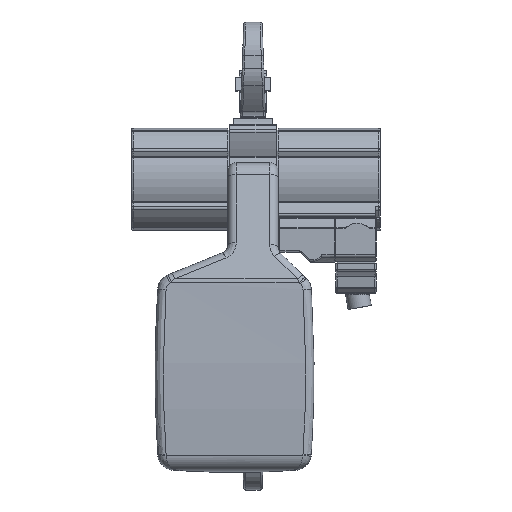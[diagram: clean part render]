
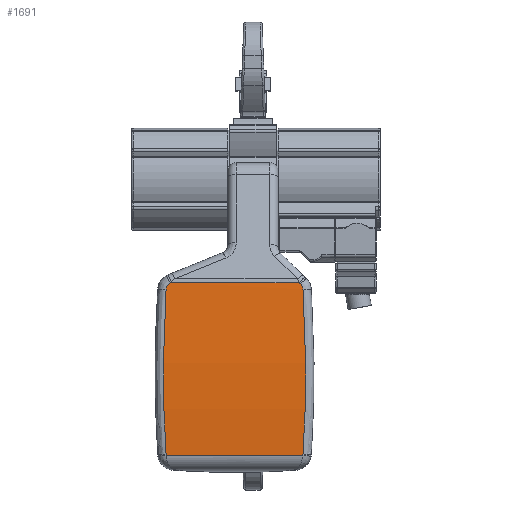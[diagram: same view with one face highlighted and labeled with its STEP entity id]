
A CAD part, front view. The second image highlights one B-rep face of the part: STEP entity #1691.
In plain terms, the highlighted cylindrical face has radius 1500 mm (diameter 3000 mm), a partial arc.
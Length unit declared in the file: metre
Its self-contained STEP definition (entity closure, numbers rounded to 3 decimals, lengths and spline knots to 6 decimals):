
#1691=ADVANCED_FACE('',(#3822),#3823,.T.);
#3822=FACE_OUTER_BOUND('',#8153,.T.);
#3823=CYLINDRICAL_SURFACE('',#8154,1.5);
#8153=EDGE_LOOP('',(#19283,#19284,#19285,#19286,#19287,#19288,#19289,#19290,#19291));
#8154=AXIS2_PLACEMENT_3D('',#19292,#19293,#19294);
#19283=ORIENTED_EDGE('',*,*,#25594,.T.);
#19284=ORIENTED_EDGE('',*,*,#25077,.T.);
#19285=ORIENTED_EDGE('',*,*,#25997,.F.);
#19286=ORIENTED_EDGE('',*,*,#24984,.T.);
#19287=ORIENTED_EDGE('',*,*,#25998,.T.);
#19288=ORIENTED_EDGE('',*,*,#25999,.T.);
#19289=ORIENTED_EDGE('',*,*,#26000,.T.);
#19290=ORIENTED_EDGE('',*,*,#26001,.T.);
#19291=ORIENTED_EDGE('',*,*,#25831,.T.);
#19292=CARTESIAN_POINT('',(1.439,-0.073,-0.23));
#19293=DIRECTION('',(0.,1.,0.));
#19294=DIRECTION('',(0.,0.,1.));
#24984=EDGE_CURVE('',#28171,#28169,#28172,.T.);
#25077=EDGE_CURVE('',#28326,#28331,#28333,.T.);
#25594=EDGE_CURVE('',#29205,#28326,#29209,.T.);
#25831=EDGE_CURVE('',#28049,#29205,#29566,.T.);
#25997=EDGE_CURVE('',#28171,#28331,#29815,.T.);
#25998=EDGE_CURVE('',#28169,#29816,#29817,.F.);
#25999=EDGE_CURVE('',#29816,#29818,#29819,.T.);
#26000=EDGE_CURVE('',#29818,#29820,#29821,.T.);
#26001=EDGE_CURVE('',#29820,#28049,#29822,.T.);
#28049=VERTEX_POINT('',#32502);
#28169=VERTEX_POINT('',#32883);
#28171=VERTEX_POINT('',#32885);
#28172=B_SPLINE_CURVE_WITH_KNOTS('',3,(#32886,#32887,#32888,#32889),.UNSPECIFIED.,.F.,.F.,(4,4),(0.,0.000871),.UNSPECIFIED.);
#28326=VERTEX_POINT('',#33131);
#28331=VERTEX_POINT('',#33140);
#28333=B_SPLINE_CURVE_WITH_KNOTS('',3,(#33142,#33143,#33144,#33145),.UNSPECIFIED.,.F.,.F.,(4,4),(0.,0.000871),.UNSPECIFIED.);
#29205=VERTEX_POINT('',#34661);
#29209=ELLIPSE('',#34665,2.114261,1.5);
#29566=B_SPLINE_CURVE_WITH_KNOTS('',3,(#35177,#35178,#35179,#35180,#35181,#35182,#35183,#35184,#35185,#35186,#35187,#35188,#35189,#35190,#35191,#35192,#35193,#35194,#35195,#35196,#35197,#35198,#35199,#35200,#35201,#35202,#35203,#35204,#35205,#35206,#35207,#35208),.UNSPECIFIED.,.F.,.F.,(4,1,1,1,1,2,1,2,2,2,1,1,1,2,1,2,2,1,1,1,1,1,4),(0.,0.000622,0.001244,0.001865,0.002487,0.003109,0.003264,0.003342,0.00342,0.003731,0.004352,0.004974,0.005596,0.006218,0.006529,0.006684,0.006762,0.00684,0.007461,0.008083,0.008705,0.009327,0.009948),.UNSPECIFIED.);
#29815=LINE('',#35594,#35595);
#29816=VERTEX_POINT('',#35596);
#29817=ELLIPSE('',#35597,2.114261,1.5);
#29818=VERTEX_POINT('',#35598);
#29819=B_SPLINE_CURVE_WITH_KNOTS('',3,(#35599,#35600,#35601,#35602,#35603,#35604,#35605,#35606,#35607,#35608,#35609,#35610,#35611,#35612,#35613,#35614,#35615,#35616,#35617,#35618,#35619,#35620,#35621,#35622,#35623,#35624),.UNSPECIFIED.,.F.,.F.,(4,1,1,1,1,1,1,2,2,1,1,1,1,1,1,2,2,2,4),(0.,0.000455,0.000909,0.001364,0.001819,0.002274,0.002728,0.003183,0.00341,0.003638,0.004092,0.004547,0.005002,0.005457,0.005911,0.006366,0.006593,0.006821,0.007275),.UNSPECIFIED.);
#29820=VERTEX_POINT('',#35625);
#29821=ELLIPSE('',#35626,2.128269,1.5);
#29822=LINE('',#35627,#35628);
#32502=CARTESIAN_POINT('',(-0.057193,0.098685,-0.123199));
#32883=CARTESIAN_POINT('',(-0.05775,-0.059772,-0.328682));
#32885=CARTESIAN_POINT('',(-0.057693,-0.059678,-0.329546));
#32886=CARTESIAN_POINT('',(-0.057693,-0.059678,-0.329546));
#32887=CARTESIAN_POINT('',(-0.057712,-0.059722,-0.32926));
#32888=CARTESIAN_POINT('',(-0.057731,-0.059753,-0.328972));
#32889=CARTESIAN_POINT('',(-0.05775,-0.059772,-0.328682));
#33131=CARTESIAN_POINT('',(-0.05775,0.103772,-0.328682));
#33140=CARTESIAN_POINT('',(-0.057693,0.103678,-0.329546));
#33142=CARTESIAN_POINT('',(-0.05775,0.103772,-0.328682));
#33143=CARTESIAN_POINT('',(-0.057731,0.103753,-0.328972));
#33144=CARTESIAN_POINT('',(-0.057712,0.103722,-0.32926));
#33145=CARTESIAN_POINT('',(-0.057693,0.103678,-0.329546));
#34661=CARTESIAN_POINT('',(-0.05775,0.103772,-0.131317));
#34665=AXIS2_PLACEMENT_3D('',#41570,#41571,#41572);
#35177=CARTESIAN_POINT('',(-0.057193,0.098685,-0.123199));
#35178=CARTESIAN_POINT('',(-0.0572,0.098868,-0.123303));
#35179=CARTESIAN_POINT('',(-0.057216,0.099226,-0.12352));
#35180=CARTESIAN_POINT('',(-0.057241,0.099737,-0.123876));
#35181=CARTESIAN_POINT('',(-0.057269,0.100224,-0.124262));
#35182=CARTESIAN_POINT('',(-0.057298,0.100687,-0.124677));
#35183=CARTESIAN_POINT('',(-0.057319,0.100978,-0.124974));
#35184=CARTESIAN_POINT('',(-0.057332,0.101156,-0.125167));
#35185=CARTESIAN_POINT('',(-0.057336,0.101208,-0.125225));
#35186=CARTESIAN_POINT('',(-0.05734,0.101261,-0.125283));
#35187=CARTESIAN_POINT('',(-0.057343,0.101295,-0.125323));
#35188=CARTESIAN_POINT('',(-0.057344,0.101313,-0.125343));
#35189=CARTESIAN_POINT('',(-0.057351,0.101398,-0.125442));
#35190=CARTESIAN_POINT('',(-0.057357,0.101466,-0.125522));
#35191=CARTESIAN_POINT('',(-0.057374,0.101663,-0.125765));
#35192=CARTESIAN_POINT('',(-0.057397,0.101916,-0.126096));
#35193=CARTESIAN_POINT('',(-0.057433,0.102261,-0.126612));
#35194=CARTESIAN_POINT('',(-0.05747,0.102574,-0.127148));
#35195=CARTESIAN_POINT('',(-0.057495,0.102761,-0.127519));
#35196=CARTESIAN_POINT('',(-0.057515,0.102893,-0.127803));
#35197=CARTESIAN_POINT('',(-0.057524,0.102957,-0.127945));
#35198=CARTESIAN_POINT('',(-0.057534,0.103017,-0.12809));
#35199=CARTESIAN_POINT('',(-0.057539,0.103047,-0.128163));
#35200=CARTESIAN_POINT('',(-0.057541,0.103057,-0.128187));
#35201=CARTESIAN_POINT('',(-0.057544,0.103077,-0.128236));
#35202=CARTESIAN_POINT('',(-0.057559,0.103163,-0.128455));
#35203=CARTESIAN_POINT('',(-0.057587,0.103312,-0.128873));
#35204=CARTESIAN_POINT('',(-0.057628,0.103485,-0.129471));
#35205=CARTESIAN_POINT('',(-0.057668,0.10362,-0.130077));
#35206=CARTESIAN_POINT('',(-0.057709,0.103718,-0.130692));
#35207=CARTESIAN_POINT('',(-0.057737,0.103758,-0.131108));
#35208=CARTESIAN_POINT('',(-0.05775,0.103772,-0.131317));
#35594=CARTESIAN_POINT('',(-0.057693,-0.073,-0.329546));
#35595=VECTOR('',#42141,1.);
#35596=CARTESIAN_POINT('',(-0.05775,-0.059772,-0.131318));
#35597=AXIS2_PLACEMENT_3D('',#42142,#42143,#42144);
#35598=CARTESIAN_POINT('',(-0.057307,-0.056818,-0.124814));
#35599=CARTESIAN_POINT('',(-0.05775,-0.059772,-0.131318));
#35600=CARTESIAN_POINT('',(-0.05774,-0.059762,-0.131164));
#35601=CARTESIAN_POINT('',(-0.05772,-0.059735,-0.13086));
#35602=CARTESIAN_POINT('',(-0.05769,-0.059675,-0.130408));
#35603=CARTESIAN_POINT('',(-0.05766,-0.059594,-0.129961));
#35604=CARTESIAN_POINT('',(-0.057631,-0.059494,-0.129518));
#35605=CARTESIAN_POINT('',(-0.057601,-0.059374,-0.12908));
#35606=CARTESIAN_POINT('',(-0.057572,-0.059234,-0.128647));
#35607=CARTESIAN_POINT('',(-0.057553,-0.059127,-0.128362));
#35608=CARTESIAN_POINT('',(-0.057538,-0.059042,-0.128149));
#35609=CARTESIAN_POINT('',(-0.057533,-0.059012,-0.128078));
#35610=CARTESIAN_POINT('',(-0.057524,-0.058952,-0.127937));
#35611=CARTESIAN_POINT('',(-0.057509,-0.05886,-0.127726));
#35612=CARTESIAN_POINT('',(-0.057486,-0.058694,-0.127383));
#35613=CARTESIAN_POINT('',(-0.057458,-0.058478,-0.126982));
#35614=CARTESIAN_POINT('',(-0.057431,-0.058245,-0.126593));
#35615=CARTESIAN_POINT('',(-0.057405,-0.057995,-0.126214));
#35616=CARTESIAN_POINT('',(-0.05738,-0.057728,-0.125846));
#35617=CARTESIAN_POINT('',(-0.057363,-0.057538,-0.125609));
#35618=CARTESIAN_POINT('',(-0.057351,-0.057391,-0.125433));
#35619=CARTESIAN_POINT('',(-0.057347,-0.057341,-0.125375));
#35620=CARTESIAN_POINT('',(-0.057339,-0.05724,-0.12526));
#35621=CARTESIAN_POINT('',(-0.057335,-0.057189,-0.125203));
#35622=CARTESIAN_POINT('',(-0.057323,-0.057033,-0.125033));
#35623=CARTESIAN_POINT('',(-0.057315,-0.056927,-0.124923));
#35624=CARTESIAN_POINT('',(-0.057307,-0.056818,-0.124814));
#35625=CARTESIAN_POINT('',(-0.057193,-0.055192,-0.123199));
#35626=AXIS2_PLACEMENT_3D('',#42145,#42146,#42147);
#35627=CARTESIAN_POINT('',(-0.057193,-0.073,-0.123199));
#35628=VECTOR('',#42148,1.);
#41570=CARTESIAN_POINT('',(1.439,-1.383,-0.23));
#41571=DIRECTION('',(-0.705,-0.709,0.));
#41572=DIRECTION('',(-0.709,0.705,0.));
#42141=DIRECTION('',(0.,1.,0.));
#42142=CARTESIAN_POINT('',(1.439,1.427,-0.23));
#42143=DIRECTION('',(0.705,-0.709,0.));
#42144=DIRECTION('',(0.709,0.705,0.));
#42145=CARTESIAN_POINT('',(1.439,-0.162691,-0.23));
#42146=DIRECTION('',(0.,0.705,-0.709));
#42147=DIRECTION('',(0.,0.709,0.705));
#42148=DIRECTION('',(0.,1.,0.));
